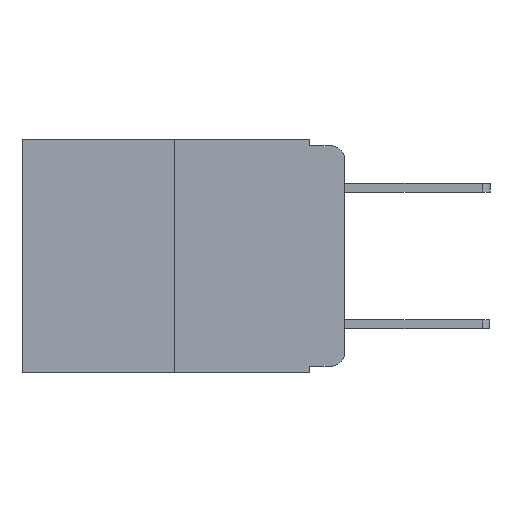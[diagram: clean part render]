
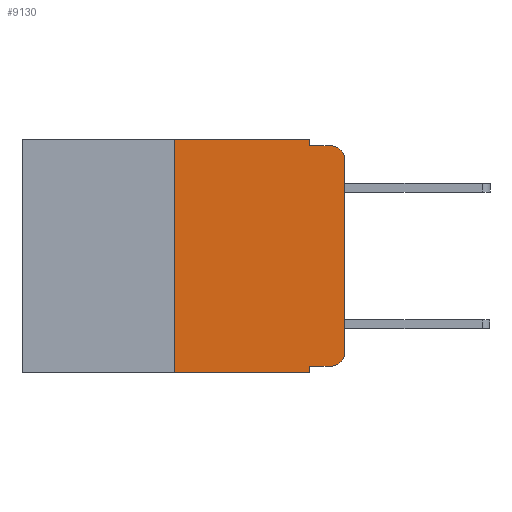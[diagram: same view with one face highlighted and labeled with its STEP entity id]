
A CAD part, left-side view. The second image highlights one B-rep face of the part: STEP entity #9130.
In plain terms, the highlighted planar face has unit normal (-1, 0, 0).
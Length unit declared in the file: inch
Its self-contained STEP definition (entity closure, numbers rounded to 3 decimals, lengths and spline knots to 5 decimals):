
#7 = VECTOR ( 'NONE', #2331, 39.37008 ) ;
#59 = ORIENTED_EDGE ( 'NONE', *, *, #428, .T. ) ;
#175 = ORIENTED_EDGE ( 'NONE', *, *, #3878, .F. ) ;
#322 = ORIENTED_EDGE ( 'NONE', *, *, #4808, .T. ) ;
#404 = ORIENTED_EDGE ( 'NONE', *, *, #6672, .T. ) ;
#428 = EDGE_CURVE ( 'NONE', #2281, #9186, #2593, .T. ) ;
#483 = VECTOR ( 'NONE', #3722, 39.37008 ) ;
#556 = LINE ( 'NONE', #9214, #4648 ) ;
#1125 = ORIENTED_EDGE ( 'NONE', *, *, #4322, .F. ) ;
#1336 = CARTESIAN_POINT ( 'NONE',  ( 0., 0.473, 0. ) ) ;
#1341 = ORIENTED_EDGE ( 'NONE', *, *, #5481, .T. ) ;
#1616 = LINE ( 'NONE', #4138, #7564 ) ;
#1912 = EDGE_LOOP ( 'NONE', ( #322, #59, #2689, #175, #4037, #2412, #1341, #1125, #404, #3532 ) ) ;
#2281 = VERTEX_POINT ( 'NONE', #7155 ) ;
#2331 = DIRECTION ( 'NONE',  ( 0., 0., 1. ) ) ;
#2412 = ORIENTED_EDGE ( 'NONE', *, *, #3262, .F. ) ;
#2521 = FACE_OUTER_BOUND ( 'NONE', #1912, .T. ) ;
#2581 = CARTESIAN_POINT ( 'NONE',  ( 0., 0.473, 0. ) ) ;
#2593 = CIRCLE ( 'NONE', #6051, 0.02 ) ;
#2689 = ORIENTED_EDGE ( 'NONE', *, *, #8534, .F. ) ;
#2712 = LINE ( 'NONE', #4326, #6485 ) ;
#2856 = DIRECTION ( 'NONE',  ( -1., 0., 0. ) ) ;
#2973 = VERTEX_POINT ( 'NONE', #7765 ) ;
#3022 = LINE ( 'NONE', #5927, #483 ) ;
#3262 = EDGE_CURVE ( 'NONE', #3905, #9073, #556, .T. ) ;
#3416 = DIRECTION ( 'NONE',  ( 0., 0., -1. ) ) ;
#3457 = CARTESIAN_POINT ( 'NONE',  ( 0., 0.02, -0.01 ) ) ;
#3468 = AXIS2_PLACEMENT_3D ( 'NONE', #7306, #2856, #8028 ) ;
#3532 = ORIENTED_EDGE ( 'NONE', *, *, #8606, .T. ) ;
#3560 = EDGE_CURVE ( 'NONE', #9073, #9479, #5781, .T. ) ;
#3722 = DIRECTION ( 'NONE',  ( 0., -1., 0. ) ) ;
#3878 = EDGE_CURVE ( 'NONE', #9479, #4759, #8768, .T. ) ;
#3905 = VERTEX_POINT ( 'NONE', #6160 ) ;
#4037 = ORIENTED_EDGE ( 'NONE', *, *, #3560, .F. ) ;
#4060 = VECTOR ( 'NONE', #8355, 39.37008 ) ;
#4138 = CARTESIAN_POINT ( 'NONE',  ( 0., 0.051, 0. ) ) ;
#4148 = CARTESIAN_POINT ( 'NONE',  ( 0., 0.25, 0. ) ) ;
#4244 = CARTESIAN_POINT ( 'NONE',  ( 0., 0.051, -0.343 ) ) ;
#4322 = EDGE_CURVE ( 'NONE', #9652, #9197, #1616, .T. ) ;
#4326 = CARTESIAN_POINT ( 'NONE',  ( 0., 0.051, -0.01 ) ) ;
#4560 = CARTESIAN_POINT ( 'NONE',  ( 0., 0.02, -0.03 ) ) ;
#4648 = VECTOR ( 'NONE', #9198, 39.37008 ) ;
#4759 = VERTEX_POINT ( 'NONE', #7787 ) ;
#4808 = EDGE_CURVE ( 'NONE', #2973, #2281, #8546, .T. ) ;
#5481 = EDGE_CURVE ( 'NONE', #3905, #9197, #8752, .T. ) ;
#5781 = LINE ( 'NONE', #1336, #4060 ) ;
#5927 = CARTESIAN_POINT ( 'NONE',  ( 0., 0.051, -0.333 ) ) ;
#6051 = AXIS2_PLACEMENT_3D ( 'NONE', #4560, #8836, #7374 ) ;
#6160 = CARTESIAN_POINT ( 'NONE',  ( 0., 0.25, -0.343 ) ) ;
#6246 = CARTESIAN_POINT ( 'NONE',  ( 0., 0., 0. ) ) ;
#6356 = PLANE ( 'NONE',  #9124 ) ;
#6485 = VECTOR ( 'NONE', #6518, 39.37008 ) ;
#6518 = DIRECTION ( 'NONE',  ( 0., -1., 0. ) ) ;
#6672 = EDGE_CURVE ( 'NONE', #9652, #7543, #3022, .T. ) ;
#6888 = VECTOR ( 'NONE', #9287, 39.37008 ) ;
#6904 = VECTOR ( 'NONE', #7247, 39.37008 ) ;
#7155 = CARTESIAN_POINT ( 'NONE',  ( 0., 0., -0.03 ) ) ;
#7231 = CARTESIAN_POINT ( 'NONE',  ( 0., 0.051, 0. ) ) ;
#7247 = DIRECTION ( 'NONE',  ( 0., 0., -1. ) ) ;
#7279 = CARTESIAN_POINT ( 'NONE',  ( 0., 0.473, -0.343 ) ) ;
#7306 = CARTESIAN_POINT ( 'NONE',  ( 0., 0.02, -0.313 ) ) ;
#7374 = DIRECTION ( 'NONE',  ( 0., 0., -1. ) ) ;
#7543 = VERTEX_POINT ( 'NONE', #9066 ) ;
#7564 = VECTOR ( 'NONE', #8187, 39.37008 ) ;
#7765 = CARTESIAN_POINT ( 'NONE',  ( 0., 0., -0.313 ) ) ;
#7787 = CARTESIAN_POINT ( 'NONE',  ( 0., 0.051, -0.01 ) ) ;
#7831 = DIRECTION ( 'NONE',  ( 1., 0., 0. ) ) ;
#7953 = CIRCLE ( 'NONE', #3468, 0.02 ) ;
#8028 = DIRECTION ( 'NONE',  ( 0., 0., -1. ) ) ;
#8185 = CARTESIAN_POINT ( 'NONE',  ( 0., 0.051, 0. ) ) ;
#8187 = DIRECTION ( 'NONE',  ( 0., 0., -1. ) ) ;
#8355 = DIRECTION ( 'NONE',  ( 0., -1., 0. ) ) ;
#8395 = CARTESIAN_POINT ( 'NONE',  ( 0., 0.051, -0.333 ) ) ;
#8534 = EDGE_CURVE ( 'NONE', #4759, #9186, #2712, .T. ) ;
#8546 = LINE ( 'NONE', #6246, #7 ) ;
#8606 = EDGE_CURVE ( 'NONE', #7543, #2973, #7953, .T. ) ;
#8752 = LINE ( 'NONE', #7279, #6888 ) ;
#8768 = LINE ( 'NONE', #7231, #6904 ) ;
#8836 = DIRECTION ( 'NONE',  ( -1., 0., 0. ) ) ;
#9066 = CARTESIAN_POINT ( 'NONE',  ( 0., 0.02, -0.333 ) ) ;
#9073 = VERTEX_POINT ( 'NONE', #4148 ) ;
#9124 = AXIS2_PLACEMENT_3D ( 'NONE', #2581, #7831, #3416 ) ;
#9130 = ADVANCED_FACE ( 'NONE', ( #2521 ), #6356, .F. ) ;
#9186 = VERTEX_POINT ( 'NONE', #3457 ) ;
#9197 = VERTEX_POINT ( 'NONE', #4244 ) ;
#9198 = DIRECTION ( 'NONE',  ( 0., 0., 1. ) ) ;
#9214 = CARTESIAN_POINT ( 'NONE',  ( 0., 0.25, 0. ) ) ;
#9287 = DIRECTION ( 'NONE',  ( 0., -1., 0. ) ) ;
#9479 = VERTEX_POINT ( 'NONE', #8185 ) ;
#9652 = VERTEX_POINT ( 'NONE', #8395 ) ;
